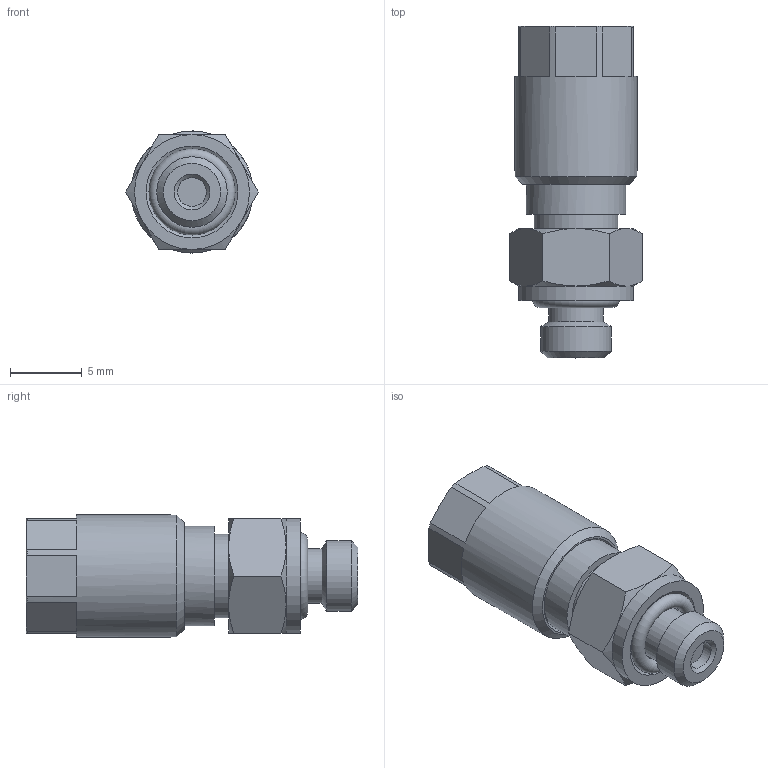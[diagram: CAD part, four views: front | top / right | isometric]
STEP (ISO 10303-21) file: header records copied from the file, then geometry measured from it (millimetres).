
FILE_DESCRIPTION(/* description */ (''),/* implementation_level */ '2;1');
FILE_NAME(/* name */ 'ck_553_msv.stp',/* time_stamp */ '2016-09-06T07:43:22+02:00',/* author */ ('leitheußer'),/* organization */ (''),/* preprocessor_version */ 'ST-DEVELOPER v15.6',/* originating_system */ 'Autodesk Inventor LT ',/* authorisation */ '');
FILE_SCHEMA (('AUTOMOTIVE_DESIGN { 1 0 10303 214 3 1 1 }'));
Length unit declared in the file: millimetre
Products named in the file (1): 0102100003
Bounding box: 9.24 x 23.1 x 8.5 mm (x, y, z)
Volume: 1017.4 mm3; surface area: 772.9 mm2
Topology: 1 solids, 1 shells, 69 faces, 152 edges, 92 vertices
Faces by surface type: plane 31, cone 26, cylinder 8, torus 4
Full cylindrical faces by diameter (mm): 2 x1, 3.8 x1, 4.9 x1, 5.2 x1, 5.8 x1, 6.9 x1, 8 x1, 8.5 x1
Entity records: 1747 total; most frequent: CARTESIAN_POINT 368, DIRECTION 290, ORIENTED_EDGE 260, EDGE_CURVE 130, AXIS2_PLACEMENT_3D 130, EDGE_LOOP 94, VERTEX_POINT 88, FACE_OUTER_BOUND 69
